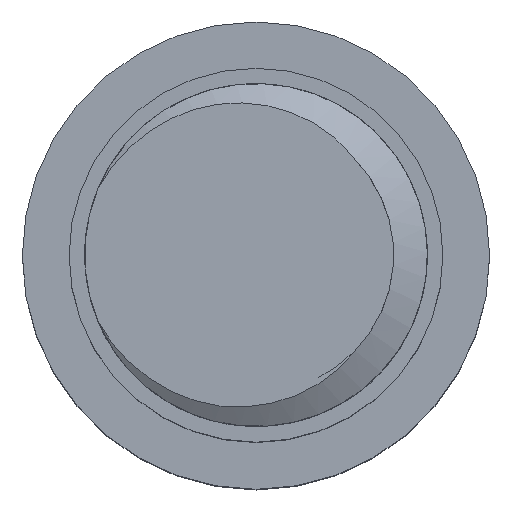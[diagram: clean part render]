
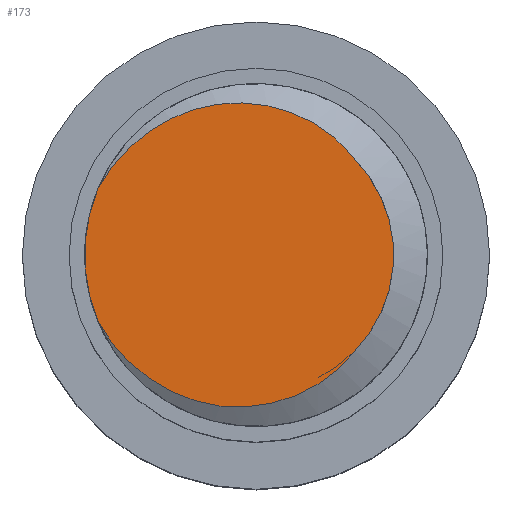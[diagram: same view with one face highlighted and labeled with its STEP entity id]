
A CAD part, top view. The second image highlights one B-rep face of the part: STEP entity #173.
In plain terms, the highlighted planar face has unit normal (0, 0, 1).
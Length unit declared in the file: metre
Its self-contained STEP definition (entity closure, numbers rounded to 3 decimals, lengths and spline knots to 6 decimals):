
#18=B_SPLINE_CURVE_WITH_KNOTS('',3,(#290,#291,#292,#293,#294),
 .UNSPECIFIED.,.F.,.F.,(4,1,4),(0.003378,0.008241,
0.013104),.UNSPECIFIED.);
#19=B_SPLINE_CURVE_WITH_KNOTS('',3,(#299,#300,#301,#302,#303,#304,#305),
 .UNSPECIFIED.,.F.,.F.,(4,1,1,1,4),(0.009066,0.011441,
0.013816,0.016191,0.018566),.UNSPECIFIED.);
#26=PLANE('',#207);
#41=ORIENTED_EDGE('',*,*,#75,.F.);
#42=ORIENTED_EDGE('',*,*,#76,.F.);
#43=ORIENTED_EDGE('',*,*,#77,.F.);
#44=ORIENTED_EDGE('',*,*,#78,.T.);
#75=EDGE_CURVE('',#95,#96,#18,.F.);
#76=EDGE_CURVE('',#97,#95,#111,.T.);
#77=EDGE_CURVE('',#98,#97,#19,.T.);
#78=EDGE_CURVE('',#98,#96,#112,.T.);
#95=VERTEX_POINT('',#295);
#96=VERTEX_POINT('',#296);
#97=VERTEX_POINT('',#298);
#98=VERTEX_POINT('',#306);
#111=CIRCLE('',#208,0.004417);
#112=CIRCLE('',#209,0.0055);
#129=EDGE_LOOP('',(#41,#42,#43,#44));
#151=FACE_BOUND('',#129,.T.);
#173=ADVANCED_FACE('',(#151),#26,.T.);
#207=AXIS2_PLACEMENT_3D('',#289,#247,#248);
#208=AXIS2_PLACEMENT_3D('',#297,#249,#250);
#209=AXIS2_PLACEMENT_3D('',#307,#251,#252);
#247=DIRECTION('',(0.,0.,1.));
#248=DIRECTION('',(1.,0.,0.));
#249=DIRECTION('',(0.,0.,-1.));
#250=DIRECTION('',(1.,0.,0.));
#251=DIRECTION('',(0.,0.,1.));
#252=DIRECTION('',(1.,0.,0.));
#289=CARTESIAN_POINT('',(0.,0.,0.02275));
#290=CARTESIAN_POINT('',(-0.005065,-0.002144,0.02275));
#291=CARTESIAN_POINT('',(-0.004282,-0.003566,0.02275));
#292=CARTESIAN_POINT('',(-0.001319,-0.005702,0.02275));
#293=CARTESIAN_POINT('',(0.002151,-0.004406,0.02275));
#294=CARTESIAN_POINT('',(0.003153,-0.003094,0.02275));
#295=CARTESIAN_POINT('',(0.003153,-0.003094,0.02275));
#296=CARTESIAN_POINT('',(-0.005065,-0.002144,0.02275));
#297=CARTESIAN_POINT('',(0.,0.,0.02275));
#298=CARTESIAN_POINT('',(0.003148,0.003099,0.02275));
#299=CARTESIAN_POINT('',(-0.005075,0.00212,0.02275));
#300=CARTESIAN_POINT('',(-0.004679,0.002844,0.02275));
#301=CARTESIAN_POINT('',(-0.003571,0.004091,0.02275));
#302=CARTESIAN_POINT('',(-0.001241,0.005053,0.02275));
#303=CARTESIAN_POINT('',(0.001283,0.004742,0.02275));
#304=CARTESIAN_POINT('',(0.002654,0.003748,0.02275));
#305=CARTESIAN_POINT('',(0.003148,0.003099,0.02275));
#306=CARTESIAN_POINT('',(-0.005075,0.00212,0.02275));
#307=CARTESIAN_POINT('',(0.,0.,0.02275));
